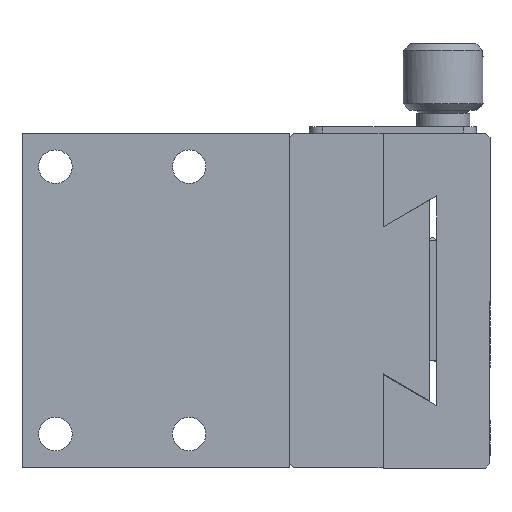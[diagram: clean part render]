
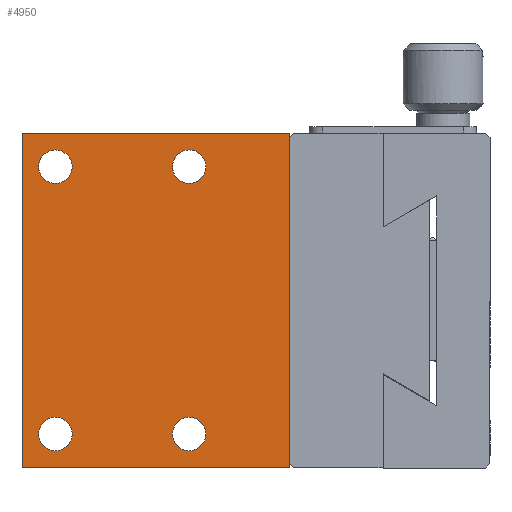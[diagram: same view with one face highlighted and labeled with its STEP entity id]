
A CAD part, front view. The second image highlights one B-rep face of the part: STEP entity #4950.
In plain terms, the highlighted planar face has unit normal (0, -1, 0).
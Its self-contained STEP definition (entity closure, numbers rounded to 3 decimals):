
#175 = CARTESIAN_POINT ( 'NONE',  ( -17.5, 0., -3.75 ) ) ;
#487 = CARTESIAN_POINT ( 'NONE',  ( -20., 0., -25. ) ) ;
#667 = ORIENTED_EDGE ( 'NONE', *, *, #5273, .T. ) ;
#759 = CARTESIAN_POINT ( 'NONE',  ( -20., 0., 0. ) ) ;
#797 = CIRCLE ( 'NONE', #5803, 1.25 ) ;
#984 = DIRECTION ( 'NONE',  ( 0., -1., 0. ) ) ;
#1001 = VERTEX_POINT ( 'NONE', #3560 ) ;
#1096 = CARTESIAN_POINT ( 'NONE',  ( -7.5, 0., -23.75 ) ) ;
#1184 = AXIS2_PLACEMENT_3D ( 'NONE', #1399, #5408, #6716 ) ;
#1399 = CARTESIAN_POINT ( 'NONE',  ( -17.5, 0., -22.5 ) ) ;
#1421 = EDGE_LOOP ( 'NONE', ( #8236 ) ) ;
#1472 = CARTESIAN_POINT ( 'NONE',  ( 0., 0., -25. ) ) ;
#1557 = CARTESIAN_POINT ( 'NONE',  ( -17.5, 0., -2.5 ) ) ;
#1673 = ORIENTED_EDGE ( 'NONE', *, *, #5790, .F. ) ;
#1903 = CARTESIAN_POINT ( 'NONE',  ( 0., 0., -25. ) ) ;
#1911 = AXIS2_PLACEMENT_3D ( 'NONE', #8261, #984, #4184 ) ;
#2307 = DIRECTION ( 'NONE',  ( 0., 1., 0. ) ) ;
#2319 = VECTOR ( 'NONE', #7477, 1000. ) ;
#2659 = EDGE_CURVE ( 'NONE', #8373, #8373, #3828, .T. ) ;
#2699 = FACE_OUTER_BOUND ( 'NONE', #6985, .T. ) ;
#2717 = ORIENTED_EDGE ( 'NONE', *, *, #3463, .T. ) ;
#2765 = EDGE_LOOP ( 'NONE', ( #7324 ) ) ;
#2788 = DIRECTION ( 'NONE',  ( 0., 1., 0. ) ) ;
#2826 = DIRECTION ( 'NONE',  ( 0., 0., -1. ) ) ;
#2914 = FACE_BOUND ( 'NONE', #5115, .T. ) ;
#3125 = EDGE_CURVE ( 'NONE', #7069, #7069, #3975, .T. ) ;
#3253 = DIRECTION ( 'NONE',  ( 1., 0., 0. ) ) ;
#3410 = CARTESIAN_POINT ( 'NONE',  ( -7.5, 0., -3.75 ) ) ;
#3459 = VERTEX_POINT ( 'NONE', #3410 ) ;
#3463 = EDGE_CURVE ( 'NONE', #1001, #6420, #6320, .T. ) ;
#3531 = PLANE ( 'NONE',  #1911 ) ;
#3560 = CARTESIAN_POINT ( 'NONE',  ( 0., 0., 0. ) ) ;
#3568 = CARTESIAN_POINT ( 'NONE',  ( -7.5, 0., -22.5 ) ) ;
#3573 = LINE ( 'NONE', #7579, #3856 ) ;
#3601 = VECTOR ( 'NONE', #6030, 1000. ) ;
#3654 = FACE_BOUND ( 'NONE', #3668, .T. ) ;
#3668 = EDGE_LOOP ( 'NONE', ( #7920 ) ) ;
#3722 = VECTOR ( 'NONE', #3253, 1000. ) ;
#3828 = CIRCLE ( 'NONE', #1184, 1.25 ) ;
#3856 = VECTOR ( 'NONE', #6226, 1000. ) ;
#3975 = CIRCLE ( 'NONE', #5089, 1.25 ) ;
#4053 = EDGE_CURVE ( 'NONE', #3459, #3459, #797, .T. ) ;
#4127 = DIRECTION ( 'NONE',  ( 0., 0., -1. ) ) ;
#4135 = FACE_BOUND ( 'NONE', #1421, .T. ) ;
#4184 = DIRECTION ( 'NONE',  ( 0., 0., -1. ) ) ;
#4215 = DIRECTION ( 'NONE',  ( 0., 1., 0. ) ) ;
#4280 = VERTEX_POINT ( 'NONE', #175 ) ;
#4298 = ORIENTED_EDGE ( 'NONE', *, *, #6604, .T. ) ;
#4603 = LINE ( 'NONE', #1903, #3722 ) ;
#4950 = ADVANCED_FACE ( 'NONE', ( #2699, #3654, #4135, #6917, #2914 ), #3531, .T. ) ;
#5089 = AXIS2_PLACEMENT_3D ( 'NONE', #3568, #2788, #2826 ) ;
#5097 = EDGE_CURVE ( 'NONE', #6420, #5588, #3573, .T. ) ;
#5115 = EDGE_LOOP ( 'NONE', ( #4298 ) ) ;
#5129 = CARTESIAN_POINT ( 'NONE',  ( -7.5, 0., -2.5 ) ) ;
#5273 = EDGE_CURVE ( 'NONE', #5588, #8474, #4603, .T. ) ;
#5408 = DIRECTION ( 'NONE',  ( 0., 1., 0. ) ) ;
#5588 = VERTEX_POINT ( 'NONE', #487 ) ;
#5790 = EDGE_CURVE ( 'NONE', #1001, #8474, #6638, .T. ) ;
#5803 = AXIS2_PLACEMENT_3D ( 'NONE', #5129, #2307, #8480 ) ;
#6030 = DIRECTION ( 'NONE',  ( 0., 0., -1. ) ) ;
#6226 = DIRECTION ( 'NONE',  ( 0., 0., -1. ) ) ;
#6320 = LINE ( 'NONE', #759, #2319 ) ;
#6420 = VERTEX_POINT ( 'NONE', #7090 ) ;
#6461 = CARTESIAN_POINT ( 'NONE',  ( -17.5, 0., -23.75 ) ) ;
#6604 = EDGE_CURVE ( 'NONE', #4280, #4280, #8475, .T. ) ;
#6638 = LINE ( 'NONE', #7997, #3601 ) ;
#6716 = DIRECTION ( 'NONE',  ( 0., 0., -1. ) ) ;
#6917 = FACE_BOUND ( 'NONE', #2765, .T. ) ;
#6985 = EDGE_LOOP ( 'NONE', ( #667, #1673, #2717, #7633 ) ) ;
#7069 = VERTEX_POINT ( 'NONE', #1096 ) ;
#7090 = CARTESIAN_POINT ( 'NONE',  ( -20., 0., 0. ) ) ;
#7324 = ORIENTED_EDGE ( 'NONE', *, *, #2659, .T. ) ;
#7477 = DIRECTION ( 'NONE',  ( -1., 0., 0. ) ) ;
#7579 = CARTESIAN_POINT ( 'NONE',  ( -20., 0., -25. ) ) ;
#7633 = ORIENTED_EDGE ( 'NONE', *, *, #5097, .T. ) ;
#7920 = ORIENTED_EDGE ( 'NONE', *, *, #4053, .T. ) ;
#7997 = CARTESIAN_POINT ( 'NONE',  ( 0., 0., -25. ) ) ;
#8236 = ORIENTED_EDGE ( 'NONE', *, *, #3125, .T. ) ;
#8261 = CARTESIAN_POINT ( 'NONE',  ( -20., 0., -25. ) ) ;
#8332 = AXIS2_PLACEMENT_3D ( 'NONE', #1557, #4215, #4127 ) ;
#8373 = VERTEX_POINT ( 'NONE', #6461 ) ;
#8474 = VERTEX_POINT ( 'NONE', #1472 ) ;
#8475 = CIRCLE ( 'NONE', #8332, 1.25 ) ;
#8480 = DIRECTION ( 'NONE',  ( 0., 0., -1. ) ) ;
